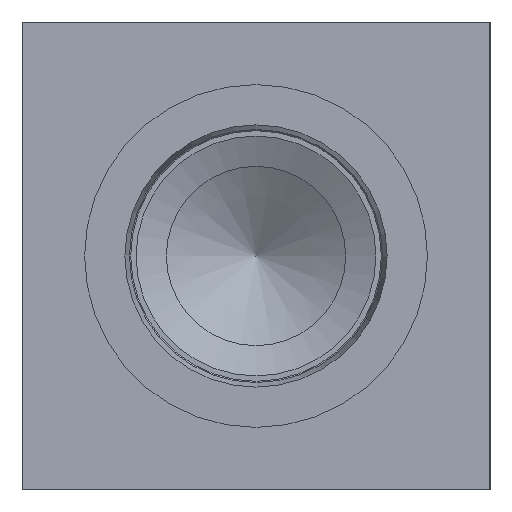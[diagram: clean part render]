
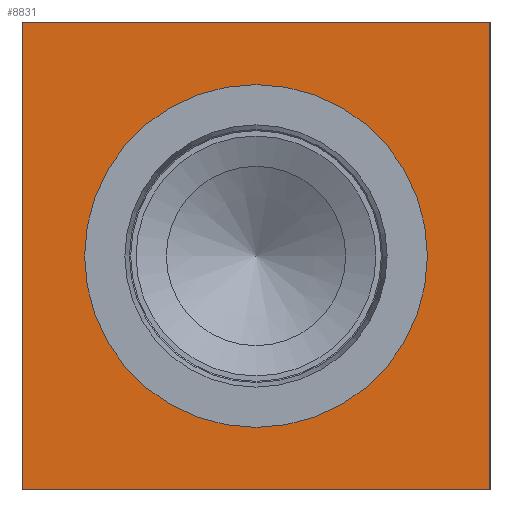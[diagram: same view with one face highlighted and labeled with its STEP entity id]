
A CAD part, left-side view. The second image highlights one B-rep face of the part: STEP entity #8831.
In plain terms, the highlighted planar face has unit normal (-1, 0, 0).
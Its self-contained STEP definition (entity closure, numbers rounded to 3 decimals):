
#365=CIRCLE('',#9431,32.563);
#366=CIRCLE('',#9432,32.563);
#434=FACE_BOUND('',#1738,.T.);
#1217=FACE_OUTER_BOUND('',#1737,.T.);
#1737=EDGE_LOOP('',(#7782,#7783,#7784,#7785));
#1738=EDGE_LOOP('',(#7786,#7787));
#2035=LINE('',#13630,#2815);
#2531=LINE('',#15282,#3311);
#2532=LINE('',#15283,#3312);
#2533=LINE('',#15284,#3313);
#2815=VECTOR('',#9869,10.);
#3311=VECTOR('',#11415,10.);
#3312=VECTOR('',#11416,10.);
#3313=VECTOR('',#11417,10.);
#3629=VERTEX_POINT('',#13623);
#3632=VERTEX_POINT('',#13628);
#4124=VERTEX_POINT('',#15251);
#4125=VERTEX_POINT('',#15252);
#4134=VERTEX_POINT('',#15280);
#4135=VERTEX_POINT('',#15281);
#4606=EDGE_CURVE('',#3632,#3629,#2035,.T.);
#5347=EDGE_CURVE('',#4124,#4125,#365,.T.);
#5348=EDGE_CURVE('',#4125,#4124,#366,.T.);
#5361=EDGE_CURVE('',#4134,#4135,#2531,.T.);
#5362=EDGE_CURVE('',#4135,#3629,#2532,.T.);
#5363=EDGE_CURVE('',#4134,#3632,#2533,.T.);
#7782=ORIENTED_EDGE('',*,*,#5361,.T.);
#7783=ORIENTED_EDGE('',*,*,#5362,.T.);
#7784=ORIENTED_EDGE('',*,*,#4606,.F.);
#7785=ORIENTED_EDGE('',*,*,#5363,.F.);
#7786=ORIENTED_EDGE('',*,*,#5347,.T.);
#7787=ORIENTED_EDGE('',*,*,#5348,.T.);
#8064=PLANE('',#9445);
#8831=ADVANCED_FACE('',(#1217,#434),#8064,.T.);
#9431=AXIS2_PLACEMENT_3D('',#15253,#11381,#11382);
#9432=AXIS2_PLACEMENT_3D('',#15254,#11383,#11384);
#9445=AXIS2_PLACEMENT_3D('',#15279,#11413,#11414);
#9869=DIRECTION('',(0.,-1.,0.));
#11381=DIRECTION('center_axis',(1.,0.,0.));
#11382=DIRECTION('ref_axis',(0.,0.,1.));
#11383=DIRECTION('center_axis',(1.,0.,0.));
#11384=DIRECTION('ref_axis',(0.,0.,1.));
#11413=DIRECTION('center_axis',(-1.,0.,0.));
#11414=DIRECTION('ref_axis',(0.,-1.,0.));
#11415=DIRECTION('',(0.,-1.,0.));
#11416=DIRECTION('',(0.,0.,1.));
#11417=DIRECTION('',(0.,0.,1.));
#13623=CARTESIAN_POINT('',(0.,0.,88.9));
#13628=CARTESIAN_POINT('',(0.,88.9,88.9));
#13630=CARTESIAN_POINT('',(0.,88.9,88.9));
#15251=CARTESIAN_POINT('',(0.,44.45,77.013));
#15252=CARTESIAN_POINT('',(0.,44.45,11.887));
#15253=CARTESIAN_POINT('Origin',(0.,44.45,44.45));
#15254=CARTESIAN_POINT('Origin',(0.,44.45,44.45));
#15279=CARTESIAN_POINT('Origin',(0.,88.9,0.));
#15280=CARTESIAN_POINT('',(0.,88.9,0.));
#15281=CARTESIAN_POINT('',(0.,0.,0.));
#15282=CARTESIAN_POINT('',(0.,88.9,0.));
#15283=CARTESIAN_POINT('',(0.,0.,0.));
#15284=CARTESIAN_POINT('',(0.,88.9,0.));
